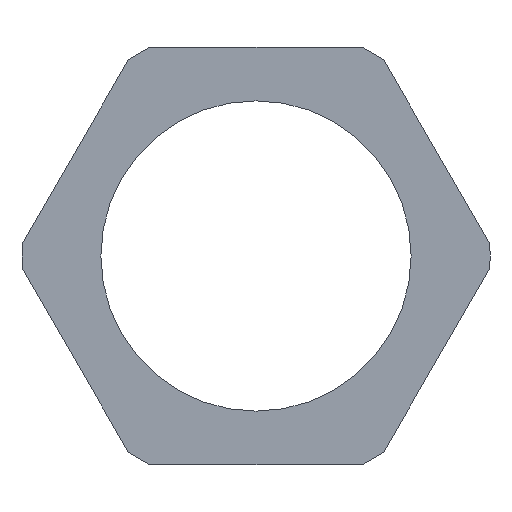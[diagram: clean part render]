
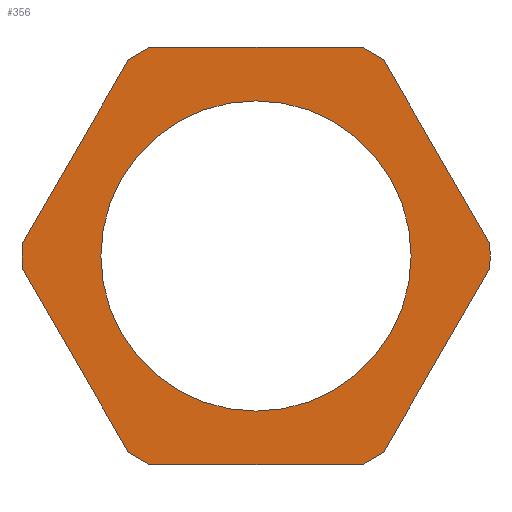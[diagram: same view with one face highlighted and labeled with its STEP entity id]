
A CAD part, front view. The second image highlights one B-rep face of the part: STEP entity #356.
In plain terms, the highlighted planar face has unit normal (0, -1, 0).
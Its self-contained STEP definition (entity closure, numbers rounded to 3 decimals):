
#2 = DIRECTION ( 'NONE',  ( -0.5, 0., -0.866 ) ) ;
#3 = AXIS2_PLACEMENT_3D ( 'NONE', #11, #341, #179 ) ;
#7 = DIRECTION ( 'NONE',  ( 0., 0., 1. ) ) ;
#9 = DIRECTION ( 'NONE',  ( 0., 0., 1. ) ) ;
#11 = CARTESIAN_POINT ( 'NONE',  ( 0., -3.5, 0. ) ) ;
#19 = CIRCLE ( 'NONE', #391, 23. ) ;
#25 = CARTESIAN_POINT ( 'NONE',  ( 11.836, -3.5, -20.5 ) ) ;
#33 = CIRCLE ( 'NONE', #209, 15.25 ) ;
#34 = EDGE_CURVE ( 'NONE', #396, #109, #545, .T. ) ;
#36 = CARTESIAN_POINT ( 'NONE',  ( 0., -3.5, -15.25 ) ) ;
#38 = VECTOR ( 'NONE', #56, 1000. ) ;
#43 = DIRECTION ( 'NONE',  ( 0., 0., 1. ) ) ;
#45 = CARTESIAN_POINT ( 'NONE',  ( -22.968, -3.5, 1.219 ) ) ;
#48 = ORIENTED_EDGE ( 'NONE', *, *, #512, .T. ) ;
#51 = VECTOR ( 'NONE', #499, 1000. ) ;
#56 = DIRECTION ( 'NONE',  ( 0.5, 0., 0.866 ) ) ;
#64 = CARTESIAN_POINT ( 'NONE',  ( 0., -3.5, 0. ) ) ;
#71 = CIRCLE ( 'NONE', #372, 15.25 ) ;
#82 = EDGE_CURVE ( 'NONE', #366, #324, #241, .T. ) ;
#83 = DIRECTION ( 'NONE',  ( 0., 0., 1. ) ) ;
#84 = PLANE ( 'NONE',  #525 ) ;
#87 = CARTESIAN_POINT ( 'NONE',  ( -10.428, -3.5, 20.5 ) ) ;
#89 = CARTESIAN_POINT ( 'NONE',  ( 12.539, -3.5, 19.281 ) ) ;
#92 = VECTOR ( 'NONE', #2, 1000. ) ;
#100 = VERTEX_POINT ( 'NONE', #534 ) ;
#106 = CARTESIAN_POINT ( 'NONE',  ( -11.836, -3.5, 20.5 ) ) ;
#109 = VERTEX_POINT ( 'NONE', #234 ) ;
#114 = DIRECTION ( 'NONE',  ( -1., 0., 0. ) ) ;
#125 = CARTESIAN_POINT ( 'NONE',  ( -12.539, -3.5, -19.281 ) ) ;
#127 = CARTESIAN_POINT ( 'NONE',  ( 0., -3.5, 0. ) ) ;
#130 = DIRECTION ( 'NONE',  ( -0.5, 0., 0.866 ) ) ;
#134 = DIRECTION ( 'NONE',  ( 0., -1., 0. ) ) ;
#143 = DIRECTION ( 'NONE',  ( 0., 0., 1. ) ) ;
#148 = CARTESIAN_POINT ( 'NONE',  ( 0., -3.5, 0. ) ) ;
#151 = DIRECTION ( 'NONE',  ( 0., 0., 1. ) ) ;
#154 = ORIENTED_EDGE ( 'NONE', *, *, #549, .T. ) ;
#158 = ORIENTED_EDGE ( 'NONE', *, *, #540, .F. ) ;
#166 = VECTOR ( 'NONE', #490, 1000. ) ;
#167 = FACE_BOUND ( 'NONE', #551, .T. ) ;
#168 = CARTESIAN_POINT ( 'NONE',  ( 12.539, -3.5, -19.281 ) ) ;
#173 = DIRECTION ( 'NONE',  ( 0., -1., 0. ) ) ;
#179 = DIRECTION ( 'NONE',  ( 0., 0., 1. ) ) ;
#182 = EDGE_CURVE ( 'NONE', #361, #100, #301, .T. ) ;
#187 = EDGE_LOOP ( 'NONE', ( #417, #317, #503, #264, #339, #269, #461, #188, #154, #517, #354, #158 ) ) ;
#188 = ORIENTED_EDGE ( 'NONE', *, *, #306, .F. ) ;
#190 = DIRECTION ( 'NONE',  ( 0., -1., 0. ) ) ;
#194 = EDGE_CURVE ( 'NONE', #396, #411, #381, .T. ) ;
#195 = LINE ( 'NONE', #106, #166 ) ;
#196 = ORIENTED_EDGE ( 'NONE', *, *, #399, .T. ) ;
#201 = CIRCLE ( 'NONE', #406, 23. ) ;
#206 = CARTESIAN_POINT ( 'NONE',  ( 22.968, -3.5, -1.219 ) ) ;
#209 = AXIS2_PLACEMENT_3D ( 'NONE', #506, #292, #83 ) ;
#224 = CARTESIAN_POINT ( 'NONE',  ( 0., -3.5, 0. ) ) ;
#234 = CARTESIAN_POINT ( 'NONE',  ( 10.428, -3.5, 20.5 ) ) ;
#236 = LINE ( 'NONE', #377, #92 ) ;
#237 = CARTESIAN_POINT ( 'NONE',  ( 0., -3.5, 0. ) ) ;
#238 = DIRECTION ( 'NONE',  ( 0., -1., 0. ) ) ;
#241 = LINE ( 'NONE', #25, #460 ) ;
#245 = CARTESIAN_POINT ( 'NONE',  ( 0., -3.5, 0. ) ) ;
#249 = DIRECTION ( 'NONE',  ( 0., 1., 0. ) ) ;
#251 = CARTESIAN_POINT ( 'NONE',  ( -23.671, -3.5, 0. ) ) ;
#254 = CIRCLE ( 'NONE', #3, 23. ) ;
#263 = VERTEX_POINT ( 'NONE', #36 ) ;
#264 = ORIENTED_EDGE ( 'NONE', *, *, #277, .F. ) ;
#269 = ORIENTED_EDGE ( 'NONE', *, *, #82, .F. ) ;
#274 = LINE ( 'NONE', #251, #38 ) ;
#277 = EDGE_CURVE ( 'NONE', #421, #100, #477, .T. ) ;
#284 = CARTESIAN_POINT ( 'NONE',  ( -10.428, -3.5, -20.5 ) ) ;
#287 = AXIS2_PLACEMENT_3D ( 'NONE', #427, #134, #7 ) ;
#292 = DIRECTION ( 'NONE',  ( 0., 1., 0. ) ) ;
#301 = CIRCLE ( 'NONE', #364, 23. ) ;
#305 = DIRECTION ( 'NONE',  ( 0., 1., 0. ) ) ;
#306 = EDGE_CURVE ( 'NONE', #363, #360, #236, .T. ) ;
#314 = EDGE_CURVE ( 'NONE', #346, #436, #201, .T. ) ;
#317 = ORIENTED_EDGE ( 'NONE', *, *, #451, .F. ) ;
#324 = VERTEX_POINT ( 'NONE', #284 ) ;
#334 = DIRECTION ( 'NONE',  ( 0., 0., 1. ) ) ;
#339 = ORIENTED_EDGE ( 'NONE', *, *, #448, .T. ) ;
#341 = DIRECTION ( 'NONE',  ( 0., -1., 0. ) ) ;
#346 = VERTEX_POINT ( 'NONE', #87 ) ;
#354 = ORIENTED_EDGE ( 'NONE', *, *, #34, .T. ) ;
#356 = ADVANCED_FACE ( 'NONE', ( #167, #487 ), #84, .F. ) ;
#359 = VECTOR ( 'NONE', #130, 1000. ) ;
#360 = VERTEX_POINT ( 'NONE', #168 ) ;
#361 = VERTEX_POINT ( 'NONE', #45 ) ;
#363 = VERTEX_POINT ( 'NONE', #206 ) ;
#364 = AXIS2_PLACEMENT_3D ( 'NONE', #237, #238, #543 ) ;
#366 = VERTEX_POINT ( 'NONE', #425 ) ;
#372 = AXIS2_PLACEMENT_3D ( 'NONE', #148, #305, #143 ) ;
#377 = CARTESIAN_POINT ( 'NONE',  ( 23.671, -3.5, 0. ) ) ;
#381 = LINE ( 'NONE', #546, #51 ) ;
#382 = AXIS2_PLACEMENT_3D ( 'NONE', #224, #474, #9 ) ;
#386 = CARTESIAN_POINT ( 'NONE',  ( -12.539, -3.5, 19.281 ) ) ;
#391 = AXIS2_PLACEMENT_3D ( 'NONE', #64, #190, #151 ) ;
#396 = VERTEX_POINT ( 'NONE', #89 ) ;
#399 = EDGE_CURVE ( 'NONE', #481, #263, #33, .T. ) ;
#406 = AXIS2_PLACEMENT_3D ( 'NONE', #245, #173, #334 ) ;
#411 = VERTEX_POINT ( 'NONE', #468 ) ;
#417 = ORIENTED_EDGE ( 'NONE', *, *, #314, .T. ) ;
#421 = VERTEX_POINT ( 'NONE', #125 ) ;
#425 = CARTESIAN_POINT ( 'NONE',  ( 10.428, -3.5, -20.5 ) ) ;
#427 = CARTESIAN_POINT ( 'NONE',  ( 0., -3.5, 0. ) ) ;
#431 = CARTESIAN_POINT ( 'NONE',  ( 0., -3.5, 15.25 ) ) ;
#436 = VERTEX_POINT ( 'NONE', #386 ) ;
#448 = EDGE_CURVE ( 'NONE', #421, #324, #491, .T. ) ;
#451 = EDGE_CURVE ( 'NONE', #361, #436, #274, .T. ) ;
#460 = VECTOR ( 'NONE', #114, 1000. ) ;
#461 = ORIENTED_EDGE ( 'NONE', *, *, #483, .T. ) ;
#464 = CARTESIAN_POINT ( 'NONE',  ( -11.836, -3.5, -20.5 ) ) ;
#468 = CARTESIAN_POINT ( 'NONE',  ( 22.968, -3.5, 1.219 ) ) ;
#474 = DIRECTION ( 'NONE',  ( 0., -1., 0. ) ) ;
#477 = LINE ( 'NONE', #464, #359 ) ;
#481 = VERTEX_POINT ( 'NONE', #431 ) ;
#483 = EDGE_CURVE ( 'NONE', #366, #360, #254, .T. ) ;
#487 = FACE_OUTER_BOUND ( 'NONE', #187, .T. ) ;
#490 = DIRECTION ( 'NONE',  ( 1., 0., 0. ) ) ;
#491 = CIRCLE ( 'NONE', #382, 23. ) ;
#499 = DIRECTION ( 'NONE',  ( 0.5, 0., -0.866 ) ) ;
#503 = ORIENTED_EDGE ( 'NONE', *, *, #182, .T. ) ;
#506 = CARTESIAN_POINT ( 'NONE',  ( 0., -3.5, 0. ) ) ;
#512 = EDGE_CURVE ( 'NONE', #263, #481, #71, .T. ) ;
#517 = ORIENTED_EDGE ( 'NONE', *, *, #194, .F. ) ;
#525 = AXIS2_PLACEMENT_3D ( 'NONE', #127, #249, #43 ) ;
#534 = CARTESIAN_POINT ( 'NONE',  ( -22.968, -3.5, -1.219 ) ) ;
#540 = EDGE_CURVE ( 'NONE', #346, #109, #195, .T. ) ;
#543 = DIRECTION ( 'NONE',  ( 0., 0., 1. ) ) ;
#545 = CIRCLE ( 'NONE', #287, 23. ) ;
#546 = CARTESIAN_POINT ( 'NONE',  ( 11.836, -3.5, 20.5 ) ) ;
#549 = EDGE_CURVE ( 'NONE', #363, #411, #19, .T. ) ;
#551 = EDGE_LOOP ( 'NONE', ( #196, #48 ) ) ;
